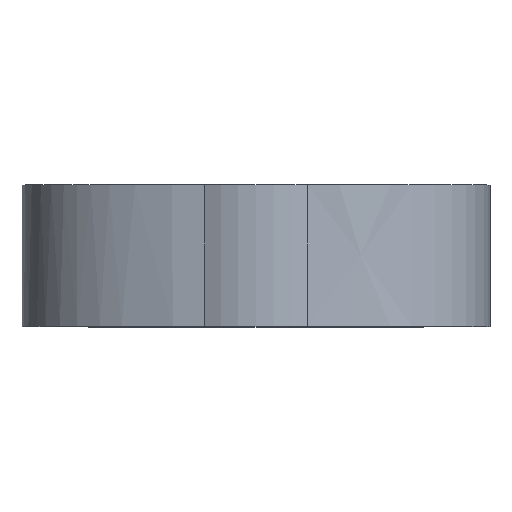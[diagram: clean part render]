
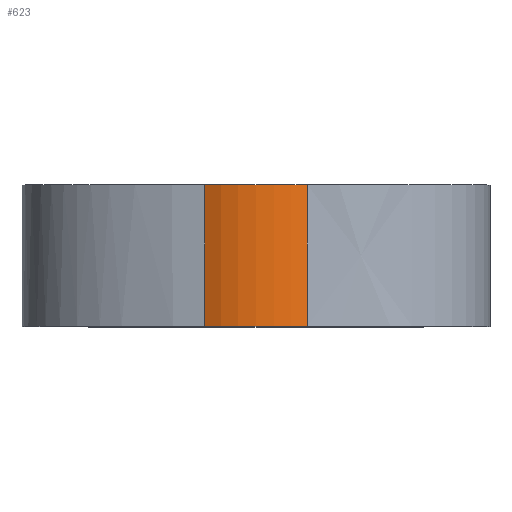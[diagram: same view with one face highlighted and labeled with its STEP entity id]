
A CAD part, top view. The second image highlights one B-rep face of the part: STEP entity #623.
In plain terms, the highlighted cylindrical face has radius 8 mm (diameter 16 mm), a partial arc.
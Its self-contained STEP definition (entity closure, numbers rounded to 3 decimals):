
#51=CIRCLE('',#681,8.);
#54=CIRCLE('',#690,8.);
#66=CYLINDRICAL_SURFACE('',#689,8.);
#91=FACE_OUTER_BOUND('',#126,.T.);
#126=EDGE_LOOP('',(#523,#524,#525,#526));
#175=LINE('',#1179,#233);
#183=LINE('',#1322,#241);
#233=VECTOR('',#814,10.);
#241=VECTOR('',#832,10.);
#294=VERTEX_POINT('',#1039);
#295=VERTEX_POINT('',#1071);
#300=VERTEX_POINT('',#1178);
#306=VERTEX_POINT('',#1321);
#366=EDGE_CURVE('',#294,#295,#51,.T.);
#374=EDGE_CURVE('',#295,#300,#175,.T.);
#385=EDGE_CURVE('',#306,#294,#183,.T.);
#386=EDGE_CURVE('',#306,#300,#54,.T.);
#523=ORIENTED_EDGE('',*,*,#385,.F.);
#524=ORIENTED_EDGE('',*,*,#386,.T.);
#525=ORIENTED_EDGE('',*,*,#374,.F.);
#526=ORIENTED_EDGE('',*,*,#366,.F.);
#623=ADVANCED_FACE('',(#91),#66,.T.);
#681=AXIS2_PLACEMENT_3D('',#1072,#801,#802);
#689=AXIS2_PLACEMENT_3D('',#1320,#830,#831);
#690=AXIS2_PLACEMENT_3D('',#1323,#833,#834);
#801=DIRECTION('center_axis',(0.,1.,0.));
#802=DIRECTION('ref_axis',(-0.475,0.,0.88));
#814=DIRECTION('',(0.,-1.,0.));
#830=DIRECTION('center_axis',(0.,-1.,0.));
#831=DIRECTION('ref_axis',(0.,0.,1.));
#832=DIRECTION('',(0.,1.,0.));
#833=DIRECTION('center_axis',(0.,1.,0.));
#834=DIRECTION('ref_axis',(0.,0.,1.));
#1039=CARTESIAN_POINT('',(-3.796,10.5,24.53));
#1071=CARTESIAN_POINT('',(3.796,10.5,24.53));
#1072=CARTESIAN_POINT('Origin',(0.,10.5,17.488));
#1178=CARTESIAN_POINT('',(3.796,0.,24.53));
#1179=CARTESIAN_POINT('',(3.796,5.,24.53));
#1320=CARTESIAN_POINT('Origin',(0.,5.,17.488));
#1321=CARTESIAN_POINT('',(-3.796,0.,24.53));
#1322=CARTESIAN_POINT('',(-3.796,5.,24.53));
#1323=CARTESIAN_POINT('Origin',(0.,0.,17.488));
